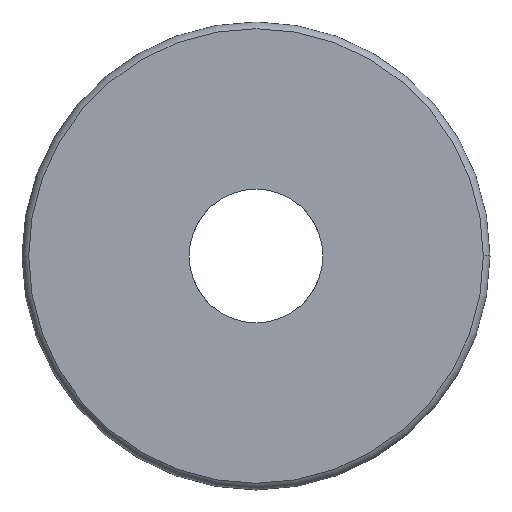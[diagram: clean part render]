
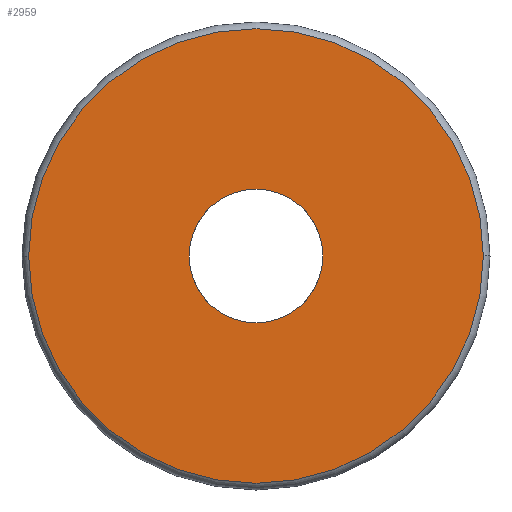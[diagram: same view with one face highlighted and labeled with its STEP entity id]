
A CAD part, front view. The second image highlights one B-rep face of the part: STEP entity #2959.
In plain terms, the highlighted planar face has unit normal (0, -1, 0).
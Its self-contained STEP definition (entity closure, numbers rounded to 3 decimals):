
#216 = EDGE_CURVE ( 'NONE', #319, #4182, #3777, .T. ) ;
#319 = VERTEX_POINT ( 'NONE', #1422 ) ;
#332 = CARTESIAN_POINT ( 'NONE',  ( 0., 0., 0. ) ) ;
#389 = AXIS2_PLACEMENT_3D ( 'NONE', #1625, #2926, #948 ) ;
#751 = CARTESIAN_POINT ( 'NONE',  ( 0., 0., -5. ) ) ;
#773 = VERTEX_POINT ( 'NONE', #2085 ) ;
#876 = PLANE ( 'NONE',  #1436 ) ;
#948 = DIRECTION ( 'NONE',  ( 0., 0., -1. ) ) ;
#1076 = ORIENTED_EDGE ( 'NONE', *, *, #2472, .F. ) ;
#1257 = DIRECTION ( 'NONE',  ( 0., -1., 0. ) ) ;
#1362 = CIRCLE ( 'NONE', #1630, 5. ) ;
#1399 = ORIENTED_EDGE ( 'NONE', *, *, #216, .T. ) ;
#1422 = CARTESIAN_POINT ( 'NONE',  ( 0., 0., -17. ) ) ;
#1436 = AXIS2_PLACEMENT_3D ( 'NONE', #2455, #1766, #2125 ) ;
#1450 = EDGE_CURVE ( 'NONE', #773, #2635, #3598, .T. ) ;
#1592 = EDGE_LOOP ( 'NONE', ( #1076, #3632 ) ) ;
#1625 = CARTESIAN_POINT ( 'NONE',  ( 0., 0., 0. ) ) ;
#1630 = AXIS2_PLACEMENT_3D ( 'NONE', #3907, #1257, #1950 ) ;
#1661 = CARTESIAN_POINT ( 'NONE',  ( 0., 0., 17. ) ) ;
#1683 = DIRECTION ( 'NONE',  ( 0., -1., 0. ) ) ;
#1766 = DIRECTION ( 'NONE',  ( 0., -1., 0. ) ) ;
#1777 = AXIS2_PLACEMENT_3D ( 'NONE', #332, #2609, #1898 ) ;
#1826 = FACE_OUTER_BOUND ( 'NONE', #2357, .T. ) ;
#1898 = DIRECTION ( 'NONE',  ( 0., 0., -1. ) ) ;
#1950 = DIRECTION ( 'NONE',  ( 0., 0., -1. ) ) ;
#2085 = CARTESIAN_POINT ( 'NONE',  ( 0., 0., 5. ) ) ;
#2125 = DIRECTION ( 'NONE',  ( 0., 0., -1. ) ) ;
#2357 = EDGE_LOOP ( 'NONE', ( #1399, #2837 ) ) ;
#2455 = CARTESIAN_POINT ( 'NONE',  ( 17., 0., 0. ) ) ;
#2472 = EDGE_CURVE ( 'NONE', #2635, #773, #1362, .T. ) ;
#2491 = FACE_BOUND ( 'NONE', #1592, .T. ) ;
#2597 = CIRCLE ( 'NONE', #3755, 17. ) ;
#2609 = DIRECTION ( 'NONE',  ( 0., -1., 0. ) ) ;
#2635 = VERTEX_POINT ( 'NONE', #751 ) ;
#2837 = ORIENTED_EDGE ( 'NONE', *, *, #3648, .T. ) ;
#2926 = DIRECTION ( 'NONE',  ( 0., -1., 0. ) ) ;
#2959 = ADVANCED_FACE ( 'NONE', ( #1826, #2491 ), #876, .T. ) ;
#3304 = CARTESIAN_POINT ( 'NONE',  ( 0., 0., 0. ) ) ;
#3322 = DIRECTION ( 'NONE',  ( 0., 0., -1. ) ) ;
#3598 = CIRCLE ( 'NONE', #1777, 5. ) ;
#3632 = ORIENTED_EDGE ( 'NONE', *, *, #1450, .F. ) ;
#3648 = EDGE_CURVE ( 'NONE', #4182, #319, #2597, .T. ) ;
#3755 = AXIS2_PLACEMENT_3D ( 'NONE', #3304, #1683, #3322 ) ;
#3777 = CIRCLE ( 'NONE', #389, 17. ) ;
#3907 = CARTESIAN_POINT ( 'NONE',  ( 0., 0., 0. ) ) ;
#4182 = VERTEX_POINT ( 'NONE', #1661 ) ;
